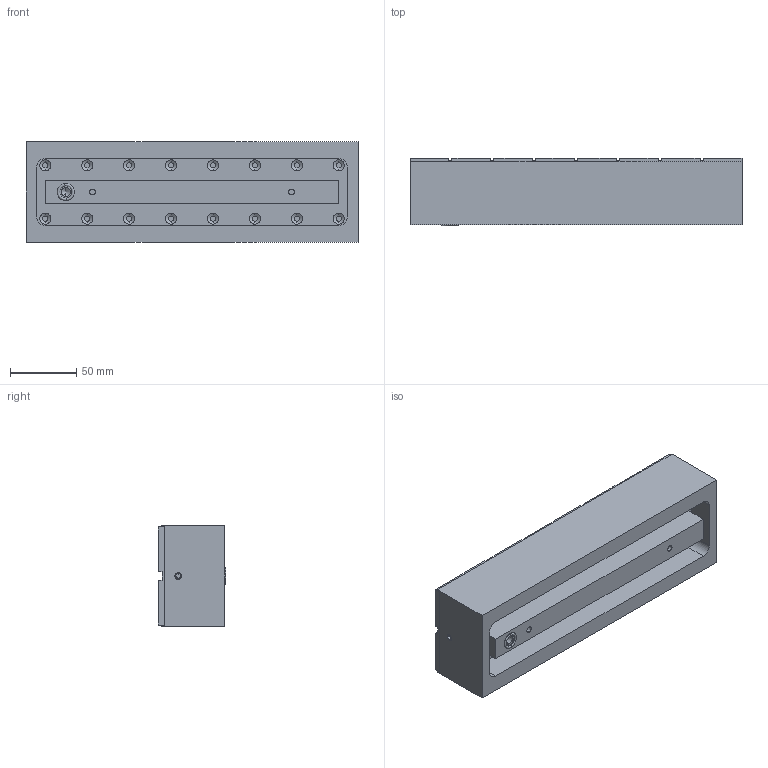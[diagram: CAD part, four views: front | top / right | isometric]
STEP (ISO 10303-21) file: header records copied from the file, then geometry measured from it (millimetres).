
FILE_DESCRIPTION (( 'STEP AP214' ), '1' );
FILE_NAME ('S2225401.STEP', '2019-08-27T21:07:03', ( '' ), ( '' ), 'SwSTEP 2.0', 'SolidWorks 2019', '' );
FILE_SCHEMA (( 'AUTOMOTIVE_DESIGN' ));
Length unit declared in the file: inch
Products named in the file (1): S2225401
Bounding box: 250 x 50.78 x 76 mm (x, y, z)
Volume: 771833.1 mm3; surface area: 145221.1 mm2
Topology: 4 solids, 4 shells, 264 faces, 664 edges, 423 vertices
Faces by surface type: plane 122, cylinder 94, cone 44, torus 4
Entity records: 11621 total; most frequent: CARTESIAN_POINT 1540, DIRECTION 1414, ORIENTED_EDGE 1316, EDGE_CURVE 658, AXIS2_PLACEMENT_3D 501, VERTEX_POINT 423, VECTOR 412, LINE 412
